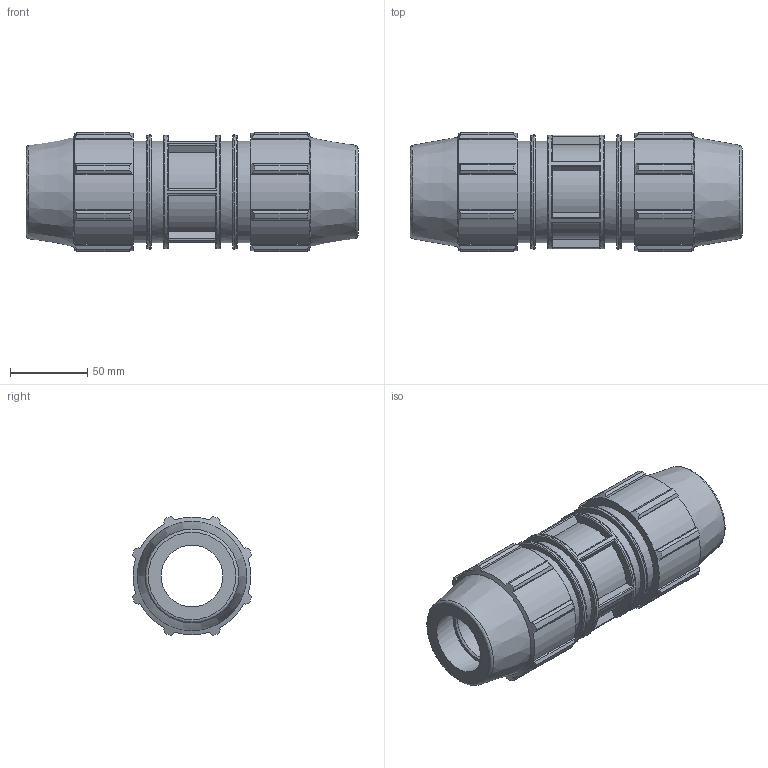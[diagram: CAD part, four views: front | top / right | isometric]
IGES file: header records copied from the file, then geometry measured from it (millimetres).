
Global section: file name: 076100040_186100040_0761060400A.ipt; native system: Autodesk Inventor 2015; preprocessor: unknown; author: KIM; date: 20170606.133421; units: millimetre
Bounding box: 215 x 77.16 x 77.16 mm (x, y, z)
Volume: 551629.8 mm3; surface area: 93321.2 mm2
Topology: 1 solids, 1 shells, 202 faces, 567 edges, 382 vertices
Faces by surface type: plane 100, cylinder 55, revolution 25, cone 22
Full cylindrical faces by diameter (mm): 65.6 x4, 73.8 x1
